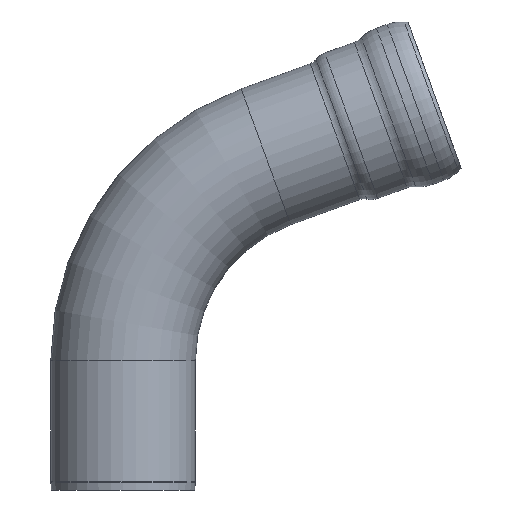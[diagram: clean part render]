
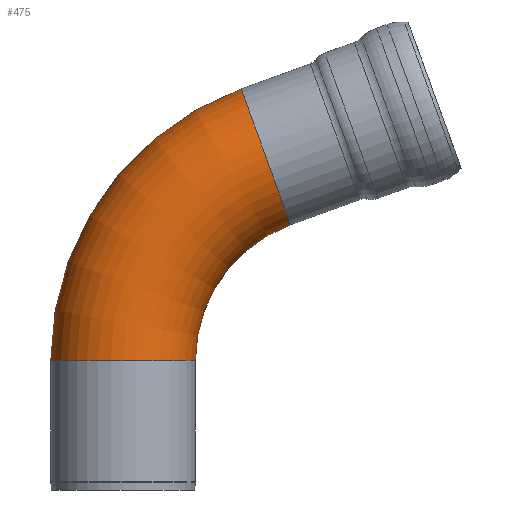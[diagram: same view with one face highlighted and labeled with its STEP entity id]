
A CAD part, front view. The second image highlights one B-rep face of the part: STEP entity #475.
In plain terms, the highlighted toroidal (fillet/blend) face has major radius 1335 mm and minor radius 445 mm.
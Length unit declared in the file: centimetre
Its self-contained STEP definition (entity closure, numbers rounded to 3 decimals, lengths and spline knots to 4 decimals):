
#70=FACE_OUTER_BOUND('',#98,.T.);
#98=EDGE_LOOP('',(#348,#349,#350,#351,#352,#353));
#132=CIRCLE('',#516,44.5);
#133=CIRCLE('',#517,44.5);
#138=CIRCLE('',#526,44.5);
#139=CIRCLE('',#527,44.5);
#140=CIRCLE('',#528,89.);
#192=VERTEX_POINT('',#818);
#193=VERTEX_POINT('',#820);
#197=VERTEX_POINT('',#836);
#198=VERTEX_POINT('',#837);
#245=EDGE_CURVE('',#193,#192,#132,.T.);
#246=EDGE_CURVE('',#192,#193,#133,.T.);
#253=EDGE_CURVE('',#197,#198,#138,.T.);
#254=EDGE_CURVE('',#198,#197,#139,.T.);
#255=EDGE_CURVE('',#197,#193,#140,.T.);
#348=ORIENTED_EDGE('',*,*,#253,.T.);
#349=ORIENTED_EDGE('',*,*,#254,.T.);
#350=ORIENTED_EDGE('',*,*,#255,.T.);
#351=ORIENTED_EDGE('',*,*,#245,.T.);
#352=ORIENTED_EDGE('',*,*,#246,.T.);
#353=ORIENTED_EDGE('',*,*,#255,.F.);
#457=TOROIDAL_SURFACE('',#525,133.5,44.5);
#475=ADVANCED_FACE('',(#70),#457,.T.);
#516=AXIS2_PLACEMENT_3D('',#821,#631,#632);
#517=AXIS2_PLACEMENT_3D('',#822,#633,#634);
#525=AXIS2_PLACEMENT_3D('',#835,#651,#652);
#526=AXIS2_PLACEMENT_3D('',#838,#653,#654);
#527=AXIS2_PLACEMENT_3D('',#839,#655,#656);
#528=AXIS2_PLACEMENT_3D('',#840,#657,#658);
#631=DIRECTION('center_axis',(0.,0.,
1.));
#632=DIRECTION('ref_axis',(1.,0.,0.));
#633=DIRECTION('center_axis',(0.,0.,
1.));
#634=DIRECTION('ref_axis',(1.,0.,0.));
#651=DIRECTION('center_axis',(0.,1.,0.));
#652=DIRECTION('ref_axis',(-1.,0.,0.));
#653=DIRECTION('center_axis',(-0.94,0.,
-0.342));
#654=DIRECTION('ref_axis',(0.342,0.,-0.94));
#655=DIRECTION('center_axis',(-0.94,0.,
-0.342));
#656=DIRECTION('ref_axis',(0.342,0.,-0.94));
#657=DIRECTION('center_axis',(0.,-1.,0.));
#658=DIRECTION('ref_axis',(-1.,0.,0.));
#818=CARTESIAN_POINT('',(307.9024,425.8118,52.8088));
#820=CARTESIAN_POINT('',(396.9024,425.8118,52.8088));
#821=CARTESIAN_POINT('Origin',(352.4024,425.8118,52.8088));
#822=CARTESIAN_POINT('Origin',(352.4024,425.8118,52.8088));
#835=CARTESIAN_POINT('Origin',(485.9024,425.8118,52.8088));
#836=CARTESIAN_POINT('',(455.4626,425.8118,136.4415));
#837=CARTESIAN_POINT('',(425.0228,425.8118,220.0741));
#838=CARTESIAN_POINT('Origin',(440.2427,425.8118,178.2578));
#839=CARTESIAN_POINT('Origin',(440.2427,425.8118,178.2578));
#840=CARTESIAN_POINT('Origin',(485.9024,425.8118,52.8088));
